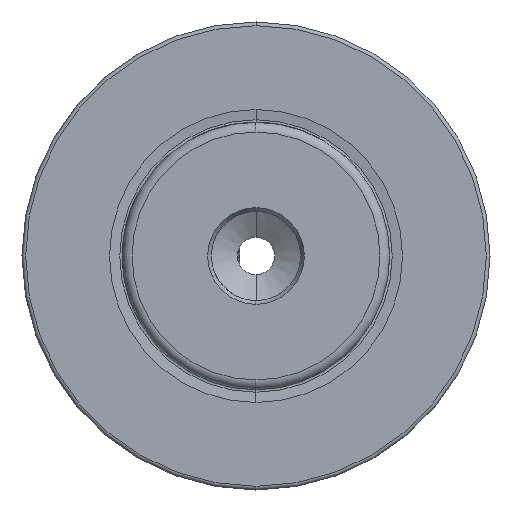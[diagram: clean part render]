
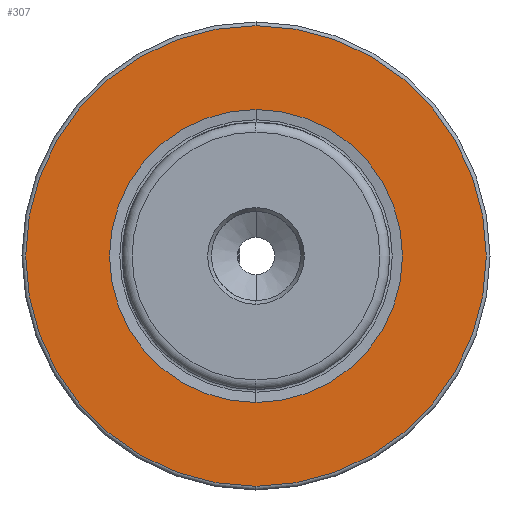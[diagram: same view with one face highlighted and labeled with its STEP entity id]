
A CAD part, left-side view. The second image highlights one B-rep face of the part: STEP entity #307.
In plain terms, the highlighted planar face has unit normal (-1, 0, 0).
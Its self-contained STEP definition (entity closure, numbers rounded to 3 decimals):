
#75 = EDGE_CURVE ( 'NONE', #1254, #2647, #3030, .T. ) ;
#92 = CARTESIAN_POINT ( 'NONE',  ( 0., 0., 0. ) ) ;
#95 = DIRECTION ( 'NONE',  ( -1., 0., 0. ) ) ;
#96 = DIRECTION ( 'NONE',  ( 0., 0., 1. ) ) ;
#294 = ORIENTED_EDGE ( 'NONE', *, *, #2919, .T. ) ;
#307 = ADVANCED_FACE ( 'NONE', ( #475, #3218 ), #2162, .F. ) ;
#360 = ORIENTED_EDGE ( 'NONE', *, *, #799, .T. ) ;
#368 = ORIENTED_EDGE ( 'NONE', *, *, #880, .F. ) ;
#373 = ORIENTED_EDGE ( 'NONE', *, *, #75, .F. ) ;
#475 = FACE_BOUND ( 'NONE', #2065, .T. ) ;
#484 = VERTEX_POINT ( 'NONE', #3038 ) ;
#488 = CARTESIAN_POINT ( 'NONE',  ( 0., 0., 19.715 ) ) ;
#541 = AXIS2_PLACEMENT_3D ( 'NONE', #92, #95, #96 ) ;
#561 = AXIS2_PLACEMENT_3D ( 'NONE', #1900, #1897, #1891 ) ;
#789 = CARTESIAN_POINT ( 'NONE',  ( 0., 0., -19.715 ) ) ;
#799 = EDGE_CURVE ( 'NONE', #1325, #484, #1631, .T. ) ;
#880 = EDGE_CURVE ( 'NONE', #2647, #1254, #1609, .T. ) ;
#922 = CARTESIAN_POINT ( 'NONE',  ( 0., 0., 0. ) ) ;
#923 = DIRECTION ( 'NONE',  ( -1., 0., 0. ) ) ;
#930 = DIRECTION ( 'NONE',  ( 0., 0., 1. ) ) ;
#1125 = CARTESIAN_POINT ( 'NONE',  ( 0., 19.715, 0. ) ) ;
#1254 = VERTEX_POINT ( 'NONE', #488 ) ;
#1325 = VERTEX_POINT ( 'NONE', #2791 ) ;
#1609 = CIRCLE ( 'NONE', #541, 19.715 ) ;
#1616 = AXIS2_PLACEMENT_3D ( 'NONE', #1125, #2097, #2056 ) ;
#1631 = CIRCLE ( 'NONE', #561, 31. ) ;
#1891 = DIRECTION ( 'NONE',  ( 0., 0., 1. ) ) ;
#1897 = DIRECTION ( 'NONE',  ( -1., 0., 0. ) ) ;
#1900 = CARTESIAN_POINT ( 'NONE',  ( 0., 0., 0. ) ) ;
#2029 = AXIS2_PLACEMENT_3D ( 'NONE', #2781, #2765, #2569 ) ;
#2056 = DIRECTION ( 'NONE',  ( 0., 0., -1. ) ) ;
#2065 = EDGE_LOOP ( 'NONE', ( #373, #368 ) ) ;
#2097 = DIRECTION ( 'NONE',  ( 1., 0., 0. ) ) ;
#2162 = PLANE ( 'NONE',  #1616 ) ;
#2264 = AXIS2_PLACEMENT_3D ( 'NONE', #922, #923, #930 ) ;
#2569 = DIRECTION ( 'NONE',  ( 0., 0., 1. ) ) ;
#2647 = VERTEX_POINT ( 'NONE', #789 ) ;
#2732 = EDGE_LOOP ( 'NONE', ( #360, #294 ) ) ;
#2765 = DIRECTION ( 'NONE',  ( -1., 0., 0. ) ) ;
#2781 = CARTESIAN_POINT ( 'NONE',  ( 0., 0., 0. ) ) ;
#2791 = CARTESIAN_POINT ( 'NONE',  ( 0., 0., 31. ) ) ;
#2905 = CIRCLE ( 'NONE', #2029, 31. ) ;
#2919 = EDGE_CURVE ( 'NONE', #484, #1325, #2905, .T. ) ;
#3030 = CIRCLE ( 'NONE', #2264, 19.715 ) ;
#3038 = CARTESIAN_POINT ( 'NONE',  ( 0., 0., -31. ) ) ;
#3218 = FACE_OUTER_BOUND ( 'NONE', #2732, .T. ) ;
